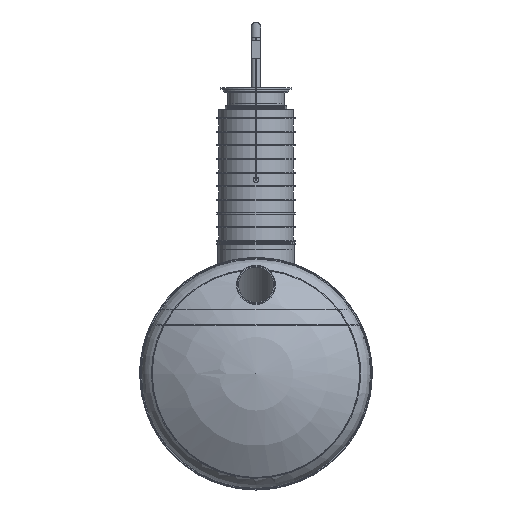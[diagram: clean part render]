
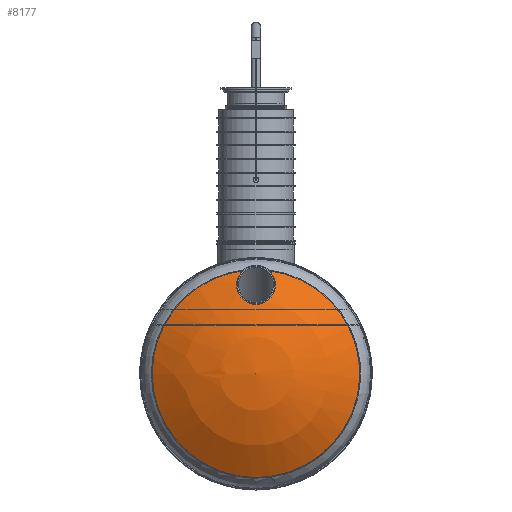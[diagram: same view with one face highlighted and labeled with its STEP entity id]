
A CAD part, left-side view. The second image highlights one B-rep face of the part: STEP entity #8177.
In plain terms, the highlighted spherical face has radius 2016 mm.
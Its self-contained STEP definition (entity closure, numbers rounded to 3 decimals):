
#69=SPHERICAL_SURFACE('',#9473,2016.);
#1704=B_SPLINE_CURVE_WITH_KNOTS('',3,(#13740,#13741,#13742,#13743,#13744,
#13745,#13746,#13747,#13748,#13749,#13750,#13751,#13752,#13753,#13754,#13755,
#13756,#13757,#13758,#13759,#13760,#13761,#13762,#13763,#13764,#13765,#13766,
#13767,#13768,#13769,#13770,#13771,#13772,#13773,#13774,#13775,#13776,#13777,
#13778,#13779,#13780,#13781,#13782,#13783,#13784,#13785,#13786,#13787,#13788,
#13789,#13790,#13791,#13792,#13793,#13794,#13795,#13796,#13797,#13798,#13799,
#13800,#13801,#13802,#13803,#13804,#13805,#13806,#13807,#13808,#13809,#13810),
 .UNSPECIFIED.,.F.,.F.,(4,1,1,1,1,1,1,1,1,1,1,1,1,1,1,1,1,1,1,1,1,1,1,1,
1,1,1,1,1,1,1,1,1,1,1,1,1,1,1,1,1,1,1,1,1,1,1,1,1,1,1,1,1,1,1,1,1,1,1,1,
1,1,1,1,1,1,1,1,4),(0.,0.035,0.052,
0.069,0.078,0.087,0.104,
0.121,0.139,0.156,0.173,0.208,
0.225,0.243,0.277,0.295,
0.312,0.329,0.347,0.364,
0.381,0.399,0.407,0.416,
0.433,0.451,0.468,0.477,
0.485,0.503,0.52,0.537,
0.546,0.555,0.572,0.589,
0.607,0.615,0.624,0.641,
0.659,0.676,0.693,0.711,
0.728,0.737,0.745,0.763,
0.78,0.797,0.806,0.815,
0.832,0.849,0.867,0.884,
0.901,0.936,0.953,0.971,
0.988,1.005,1.023,1.04,1.049,
1.057,1.075,1.092,1.109),
 .UNSPECIFIED.);
#1872=ORIENTED_EDGE('',*,*,#3697,.F.);
#1873=ORIENTED_EDGE('',*,*,#3699,.T.);
#3697=EDGE_CURVE('',#4639,#4640,#5372,.T.);
#3699=EDGE_CURVE('',#4639,#4640,#1704,.T.);
#4639=VERTEX_POINT('',#13718);
#4640=VERTEX_POINT('',#13719);
#5372=CIRCLE('',#9472,1152.964);
#5894=EDGE_LOOP('',(#1872,#1873));
#6952=FACE_BOUND('',#5894,.T.);
#8177=ADVANCED_FACE('',(#6952),#69,.T.);
#9472=AXIS2_PLACEMENT_3D('',#13717,#10772,#10773);
#9473=AXIS2_PLACEMENT_3D('',#13739,#10774,#10775);
#10772=DIRECTION('',(0.,0.,-1.));
#10773=DIRECTION('',(-1.,0.,0.));
#10774=DIRECTION('',(0.,0.,-1.));
#10775=DIRECTION('',(-1.,0.,0.));
#13717=CARTESIAN_POINT('',(0.,0.,-362.238));
#13718=CARTESIAN_POINT('',(108.796,1147.82,-362.238));
#13719=CARTESIAN_POINT('',(-108.796,1147.82,-362.238));
#13739=CARTESIAN_POINT('',(0.,0.,-2016.));
#13740=CARTESIAN_POINT('',(108.796,1147.82,-362.238));
#13741=CARTESIAN_POINT('',(118.171,1141.742,-358.636));
#13742=CARTESIAN_POINT('',(131.093,1131.708,-352.708));
#13743=CARTESIAN_POINT('',(146.296,1116.683,-343.884));
#13744=CARTESIAN_POINT('',(154.966,1106.629,-338.003));
#13745=CARTESIAN_POINT('',(161.422,1098.169,-333.071));
#13746=CARTESIAN_POINT('',(167.474,1089.547,-328.056));
#13747=CARTESIAN_POINT('',(174.308,1078.474,-321.636));
#13748=CARTESIAN_POINT('',(181.385,1064.727,-313.704));
#13749=CARTESIAN_POINT('',(187.358,1050.544,-305.558));
#13750=CARTESIAN_POINT('',(192.243,1035.87,-297.17));
#13751=CARTESIAN_POINT('',(197.165,1016.13,-285.943));
#13752=CARTESIAN_POINT('',(199.797,996.12,-274.645));
#13753=CARTESIAN_POINT('',(200.152,975.836,-263.276));
#13754=CARTESIAN_POINT('',(198.939,955.391,-251.872));
#13755=CARTESIAN_POINT('',(195.432,935.422,-240.816));
#13756=CARTESIAN_POINT('',(189.633,915.827,-230.039));
#13757=CARTESIAN_POINT('',(184.107,901.345,-222.11));
#13758=CARTESIAN_POINT('',(177.334,887.072,-214.33));
#13759=CARTESIAN_POINT('',(169.499,873.453,-206.938));
#13760=CARTESIAN_POINT('',(160.578,860.423,-199.894));
#13761=CARTESIAN_POINT('',(150.55,848.013,-193.209));
#13762=CARTESIAN_POINT('',(141.245,838.216,-187.952));
#13763=CARTESIAN_POINT('',(133.166,830.702,-183.93));
#13764=CARTESIAN_POINT('',(124.783,823.532,-180.097));
#13765=CARTESIAN_POINT('',(113.778,815.239,-175.675));
#13766=CARTESIAN_POINT('',(99.711,806.36,-170.953));
#13767=CARTESIAN_POINT('',(87.253,799.88,-167.516));
#13768=CARTESIAN_POINT('',(76.831,795.279,-165.079));
#13769=CARTESIAN_POINT('',(66.063,791.071,-162.852));
#13770=CARTESIAN_POINT('',(52.374,786.724,-160.554));
#13771=CARTESIAN_POINT('',(35.564,782.935,-158.555));
#13772=CARTESIAN_POINT('',(21.244,780.982,-157.525));
#13773=CARTESIAN_POINT('',(9.581,780.165,-157.094));
#13774=CARTESIAN_POINT('',(-2.183,779.861,-156.934));
#13775=CARTESIAN_POINT('',(-16.698,780.447,-157.242));
#13776=CARTESIAN_POINT('',(-33.913,782.642,-158.4));
#13777=CARTESIAN_POINT('',(-48.086,785.714,-160.021));
#13778=CARTESIAN_POINT('',(-59.281,788.922,-161.716));
#13779=CARTESIAN_POINT('',(-70.188,792.567,-163.643));
#13780=CARTESIAN_POINT('',(-83.378,797.944,-166.489));
#13781=CARTESIAN_POINT('',(-98.478,805.649,-170.576));
#13782=CARTESIAN_POINT('',(-112.916,814.638,-175.355));
#13783=CARTESIAN_POINT('',(-126.244,824.588,-180.66));
#13784=CARTESIAN_POINT('',(-138.555,835.461,-186.474));
#13785=CARTESIAN_POINT('',(-147.983,845.267,-191.736));
#13786=CARTESIAN_POINT('',(-155.026,853.552,-196.193));
#13787=CARTESIAN_POINT('',(-161.645,862.013,-200.753));
#13788=CARTESIAN_POINT('',(-169.18,872.941,-206.661));
#13789=CARTESIAN_POINT('',(-177.076,886.585,-214.065));
#13790=CARTESIAN_POINT('',(-182.723,898.389,-220.498));
#13791=CARTESIAN_POINT('',(-186.679,908.089,-225.802));
#13792=CARTESIAN_POINT('',(-190.217,917.838,-231.146));
#13793=CARTESIAN_POINT('',(-193.89,930.149,-237.915));
#13794=CARTESIAN_POINT('',(-197.13,945.108,-246.179));
#13795=CARTESIAN_POINT('',(-199.218,960.232,-254.573));
#13796=CARTESIAN_POINT('',(-200.147,975.593,-263.14));
#13797=CARTESIAN_POINT('',(-199.815,995.904,-274.523));
#13798=CARTESIAN_POINT('',(-197.2,1015.933,-285.832));
#13799=CARTESIAN_POINT('',(-192.303,1035.665,-297.054));
#13800=CARTESIAN_POINT('',(-187.425,1050.368,-305.457));
#13801=CARTESIAN_POINT('',(-181.456,1064.574,-313.616));
#13802=CARTESIAN_POINT('',(-174.407,1078.294,-321.533));
#13803=CARTESIAN_POINT('',(-166.265,1091.522,-329.201));
#13804=CARTESIAN_POINT('',(-158.54,1102.124,-335.374));
#13805=CARTESIAN_POINT('',(-151.765,1110.342,-340.175));
#13806=CARTESIAN_POINT('',(-144.581,1118.373,-344.876));
#13807=CARTESIAN_POINT('',(-135.006,1127.855,-350.445));
#13808=CARTESIAN_POINT('',(-122.511,1138.37,-356.644));
#13809=CARTESIAN_POINT('',(-113.49,1144.776,-360.434));
#13810=CARTESIAN_POINT('',(-108.796,1147.82,-362.238));
